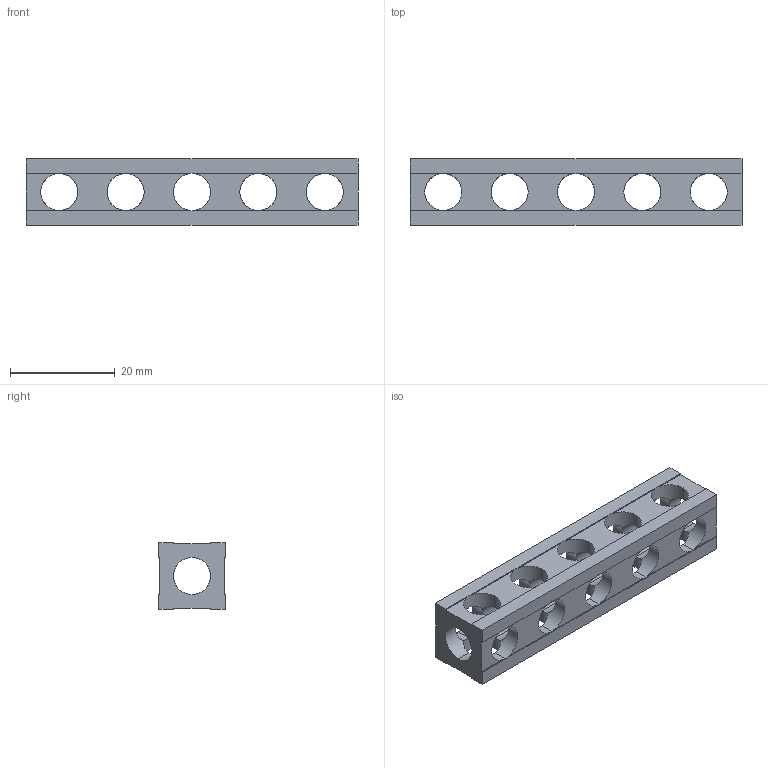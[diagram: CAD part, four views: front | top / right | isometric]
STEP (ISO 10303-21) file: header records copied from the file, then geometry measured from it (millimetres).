
FILE_DESCRIPTION (( 'STEP AP214' ), '1' );
FILE_NAME ('B11-5-1-N.STEP', '2016-08-03T18:05:39', ( '' ), ( '' ), 'SwSTEP 2.0', 'SolidWorks 2014', '' );
FILE_SCHEMA (( 'AUTOMOTIVE_DESIGN' ));
Length unit declared in the file: millimetre
Products named in the file (1): B11-5-1-N
Bounding box: 63.5 x 12.7 x 12.7 mm (x, y, z)
Volume: 5032.9 mm3; surface area: 4789 mm2
Topology: 1 solids, 1 shells, 134 faces, 496 edges, 324 vertices
Faces by surface type: plane 82, cylinder 52
Entity records: 5362 total; most frequent: CARTESIAN_POINT 1255, ORIENTED_EDGE 992, DIRECTION 790, EDGE_CURVE 496, VERTEX_POINT 324, VECTOR 272, LINE 272, AXIS2_PLACEMENT_3D 259
